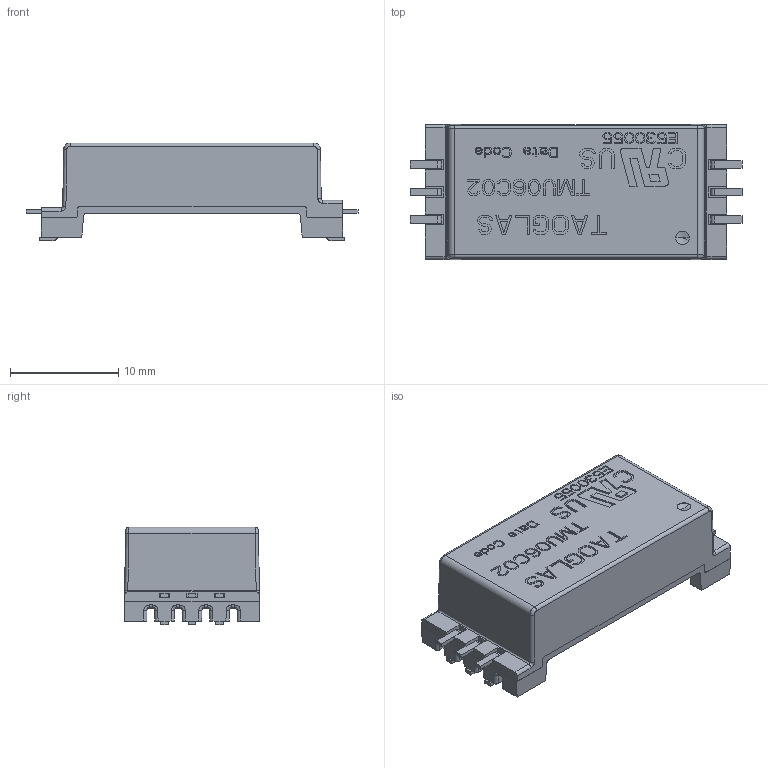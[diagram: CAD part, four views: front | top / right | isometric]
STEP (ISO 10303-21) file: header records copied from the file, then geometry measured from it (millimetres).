
FILE_DESCRIPTION((''),'2;1');
FILE_NAME('UTA06C02_ASM','2023-03-07T',('Administrator'),(''),'PRO/ENGINEER BY PARAMETRIC TECHNOLOGY CORPORATION, 2008380','PRO/ENGINEER BY PARAMETRIC TECHNOLOGY CORPORATION, 2008380','');
FILE_SCHEMA(('CONFIG_CONTROL_DESIGN'));
Length unit declared in the file: millimetre
Products named in the file (9): MANIFOLD_SOLID_BREP_275; MANIFOLD_SOLID_BREP_276; MANIFOLD_SOLID_BREP_277; MANIFOLD_SOLID_BREP_278; MANIFOLD_SOLID_BREP_279; MANIFOLD_SOLID_BREP_280; MANIFOLD_SOLID_BREP_281; ADMI288C4C7BFFBY_ASM; UTA06C02_ASM
Assembly tree (8 placements, depth 3):
  UTA06C02_ASM
    ADMI288C4C7BFFBY_ASM
      MANIFOLD_SOLID_BREP_275
      MANIFOLD_SOLID_BREP_276
      MANIFOLD_SOLID_BREP_277
      MANIFOLD_SOLID_BREP_278
      MANIFOLD_SOLID_BREP_279
      MANIFOLD_SOLID_BREP_280
      MANIFOLD_SOLID_BREP_281
Bounding box: 30.7 x 12.5 x 9.05 mm (x, y, z)
Volume: 971.3 mm3; surface area: 1948 mm2
Topology: 7 solids, 7 shells, 1585 faces, 4496 edges, 2973 vertices
Faces by surface type: plane 1406, cylinder 137, bspline 40, cone 2
Entity records: 51651 total; most frequent: CARTESIAN_POINT 10596, ORIENTED_EDGE 8988, DIRECTION 7616, EDGE_CURVE 4494, VECTOR 4162, LINE 4162, VERTEX_POINT 2973, AXIS2_PLACEMENT_3D 1727
